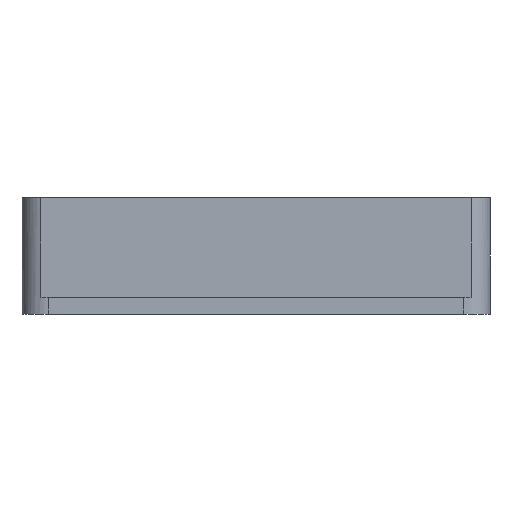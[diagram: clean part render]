
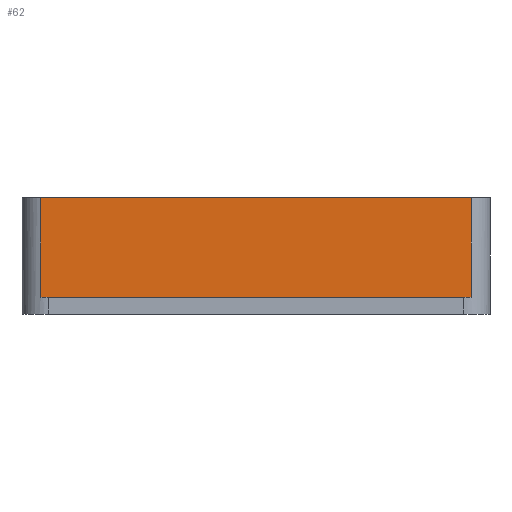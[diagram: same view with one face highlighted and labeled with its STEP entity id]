
A CAD part, left-side view. The second image highlights one B-rep face of the part: STEP entity #62.
In plain terms, the highlighted planar face has unit normal (-1, 0, 0).
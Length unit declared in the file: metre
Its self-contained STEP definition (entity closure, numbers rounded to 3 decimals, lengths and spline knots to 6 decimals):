
#62 = ADVANCED_FACE( '', ( #155 ), #156, .F. );
#155 = FACE_OUTER_BOUND( '', #286, .T. );
#156 = PLANE( '', #287 );
#286 = EDGE_LOOP( '', ( #411, #412, #413, #414 ) );
#287 = AXIS2_PLACEMENT_3D( '', #415, #416, #417 );
#411 = ORIENTED_EDGE( '', *, *, #779, .T. );
#412 = ORIENTED_EDGE( '', *, *, #780, .T. );
#413 = ORIENTED_EDGE( '', *, *, #781, .F. );
#414 = ORIENTED_EDGE( '', *, *, #782, .F. );
#415 = CARTESIAN_POINT( '', ( 0.03075, 0.000604, 0.011 ) );
#416 = DIRECTION( '', ( 1., 0., 0. ) );
#417 = DIRECTION( '', ( 0., 1., 0. ) );
#779 = EDGE_CURVE( '', #925, #926, #927, .T. );
#780 = EDGE_CURVE( '', #926, #928, #929, .T. );
#781 = EDGE_CURVE( '', #930, #928, #931, .T. );
#782 = EDGE_CURVE( '', #925, #930, #932, .T. );
#925 = VERTEX_POINT( '', #1143 );
#926 = VERTEX_POINT( '', #1144 );
#927 = LINE( '', #1145, #1146 );
#928 = VERTEX_POINT( '', #1147 );
#929 = LINE( '', #1148, #1149 );
#930 = VERTEX_POINT( '', #1150 );
#931 = LINE( '', #1151, #1152 );
#932 = LINE( '', #1153, #1154 );
#1143 = CARTESIAN_POINT( '', ( 0.03075, 0.0205, 0.011 ) );
#1144 = CARTESIAN_POINT( '', ( 0.03075, 0.0205, 0.0016 ) );
#1145 = CARTESIAN_POINT( '', ( 0.03075, 0.0205, 0.011 ) );
#1146 = VECTOR( '', #1458, 1. );
#1147 = CARTESIAN_POINT( '', ( 0.03075, -0.0205, 0.0016 ) );
#1148 = CARTESIAN_POINT( '', ( 0.03075, 0.000604, 0.0016 ) );
#1149 = VECTOR( '', #1459, 1. );
#1150 = CARTESIAN_POINT( '', ( 0.03075, -0.0205, 0.011 ) );
#1151 = CARTESIAN_POINT( '', ( 0.03075, -0.0205, 0.011 ) );
#1152 = VECTOR( '', #1460, 1. );
#1153 = CARTESIAN_POINT( '', ( 0.03075, 0.000604, 0.011 ) );
#1154 = VECTOR( '', #1461, 1. );
#1458 = DIRECTION( '', ( 0., 0., -1. ) );
#1459 = DIRECTION( '', ( 0., -1., 0. ) );
#1460 = DIRECTION( '', ( 0., 0., -1. ) );
#1461 = DIRECTION( '', ( 0., -1., 0. ) );
